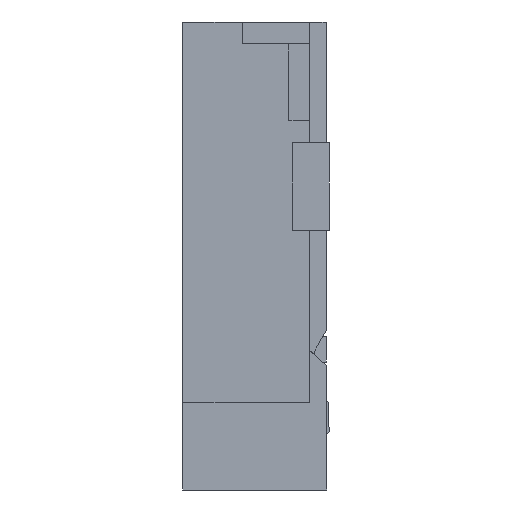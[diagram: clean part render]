
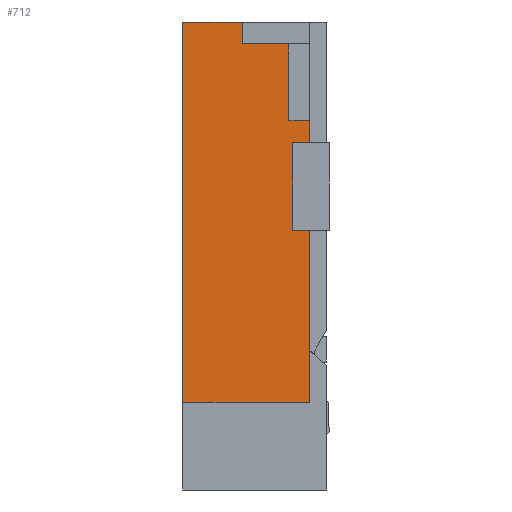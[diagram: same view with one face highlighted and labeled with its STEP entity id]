
A CAD part, left-side view. The second image highlights one B-rep face of the part: STEP entity #712.
In plain terms, the highlighted planar face has unit normal (-1, 0, 0).
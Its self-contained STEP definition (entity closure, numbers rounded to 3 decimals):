
#712=ADVANCED_FACE('',(#3321),#3322,.T.);
#3321=FACE_OUTER_BOUND('',#7263,.T.);
#3322=PLANE('',#7264);
#7263=EDGE_LOOP('',(#15718,#15719,#15720,#15721,#15722,#15723,#15724,#15725));
#7264=AXIS2_PLACEMENT_3D('',#15726,#15727,#15728);
#15718=ORIENTED_EDGE('',*,*,#28192,.T.);
#15719=ORIENTED_EDGE('',*,*,#28598,.T.);
#15720=ORIENTED_EDGE('',*,*,#28599,.T.);
#15721=ORIENTED_EDGE('',*,*,#28600,.T.);
#15722=ORIENTED_EDGE('',*,*,#28601,.T.);
#15723=ORIENTED_EDGE('',*,*,#28602,.F.);
#15724=ORIENTED_EDGE('',*,*,#27760,.F.);
#15725=ORIENTED_EDGE('',*,*,#28603,.T.);
#15726=CARTESIAN_POINT('',(-11.8,0.27,-5.2));
#15727=DIRECTION('',(-1.0,0.0,0.0));
#15728=DIRECTION('',(0.0,0.0,1.0));
#27760=EDGE_CURVE('',#34153,#34155,#34156,.T.);
#28192=EDGE_CURVE('',#34944,#34942,#34945,.T.);
#28598=EDGE_CURVE('',#34942,#35503,#35504,.T.);
#28599=EDGE_CURVE('',#35503,#35505,#35506,.T.);
#28600=EDGE_CURVE('',#35505,#35507,#35508,.T.);
#28601=EDGE_CURVE('',#35507,#35509,#35510,.T.);
#28602=EDGE_CURVE('',#34155,#35509,#35511,.T.);
#28603=EDGE_CURVE('',#34153,#34944,#35512,.T.);
#34153=VERTEX_POINT('',#44363);
#34155=VERTEX_POINT('',#44366);
#34156=LINE('',#44367,#44368);
#34942=VERTEX_POINT('',#45581);
#34944=VERTEX_POINT('',#45584);
#34945=LINE('',#45585,#45586);
#35503=VERTEX_POINT('',#46548);
#35504=LINE('',#46549,#46550);
#35505=VERTEX_POINT('',#46551);
#35506=LINE('',#46552,#46553);
#35507=VERTEX_POINT('',#46554);
#35508=LINE('',#46555,#46556);
#35509=VERTEX_POINT('',#46557);
#35510=LINE('',#46558,#46559);
#35511=LINE('',#46560,#46561);
#35512=LINE('',#46562,#46563);
#44363=CARTESIAN_POINT('',(-11.8,2.0,-5.2));
#44366=CARTESIAN_POINT('',(-11.8,2.0,0.0));
#44367=CARTESIAN_POINT('',(-11.8,2.0,-5.2));
#44368=VECTOR('',#56196,1000.0);
#45581=CARTESIAN_POINT('',(-11.8,0.27,-1.35));
#45584=CARTESIAN_POINT('',(-11.8,0.27,-5.2));
#45585=CARTESIAN_POINT('',(-11.8,0.27,-5.2));
#45586=VECTOR('',#56634,1000.0);
#46548=CARTESIAN_POINT('',(-11.8,0.55,-1.35));
#46549=CARTESIAN_POINT('',(-11.8,0.27,-1.35));
#46550=VECTOR('',#57042,1000.0);
#46551=CARTESIAN_POINT('',(-11.8,0.55,-0.3));
#46552=CARTESIAN_POINT('',(-11.8,0.55,-0.3));
#46553=VECTOR('',#57043,1000.0);
#46554=CARTESIAN_POINT('',(-11.8,1.19,-0.3));
#46555=CARTESIAN_POINT('',(-11.8,0.27,-0.3));
#46556=VECTOR('',#57044,1000.0);
#46557=CARTESIAN_POINT('',(-11.8,1.19,0.0));
#46558=CARTESIAN_POINT('',(-11.8,1.19,-0.3));
#46559=VECTOR('',#57045,1000.0);
#46560=CARTESIAN_POINT('',(-11.8,0.27,0.0));
#46561=VECTOR('',#57046,1000.0);
#46562=CARTESIAN_POINT('',(-11.8,0.27,-5.2));
#46563=VECTOR('',#57047,1000.0);
#56196=DIRECTION('',(0.0,0.0,1.0));
#56634=DIRECTION('',(0.0,0.0,1.0));
#57042=DIRECTION('',(0.0,1.0,0.0));
#57043=DIRECTION('',(0.0,0.0,1.0));
#57044=DIRECTION('',(0.0,1.0,0.0));
#57045=DIRECTION('',(0.0,0.0,1.0));
#57046=DIRECTION('',(0.0,-1.0,0.0));
#57047=DIRECTION('',(0.0,-1.0,0.0));
